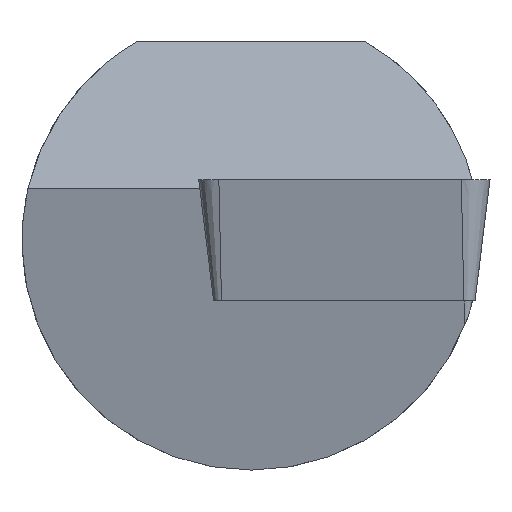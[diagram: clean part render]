
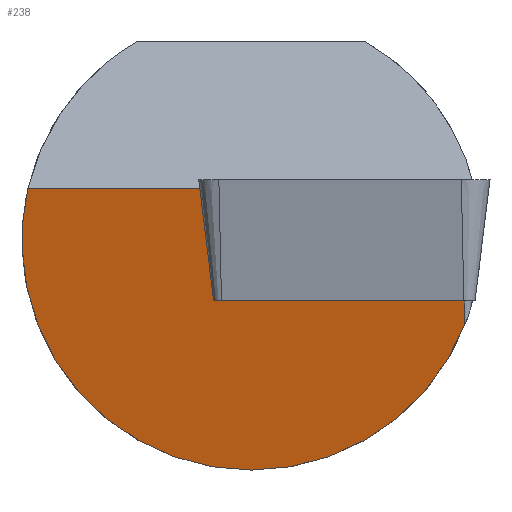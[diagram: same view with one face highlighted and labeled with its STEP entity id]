
A CAD part, left-side view. The second image highlights one B-rep face of the part: STEP entity #238.
In plain terms, the highlighted planar face has unit normal (-0.978, 0.172, -0.122).
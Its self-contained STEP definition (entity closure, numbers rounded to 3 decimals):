
#208=ELLIPSE('',#601,7.673,7.5);
#219=PLANE('',#610);
#238=ADVANCED_FACE('',(#266),#219,.F.);
#266=FACE_OUTER_BOUND('',#290,.T.);
#290=EDGE_LOOP('',(#422,#423,#424,#425,#426));
#308=LINE('',#750,#344);
#319=LINE('',#851,#355);
#323=LINE('',#865,#359);
#324=LINE('',#867,#360);
#344=VECTOR('',#636,1.);
#355=VECTOR('',#669,1.);
#359=VECTOR('',#681,1.);
#360=VECTOR('',#682,1.);
#422=ORIENTED_EDGE('',*,*,#553,.F.);
#423=ORIENTED_EDGE('',*,*,#554,.T.);
#424=ORIENTED_EDGE('',*,*,#548,.F.);
#425=ORIENTED_EDGE('',*,*,#538,.F.);
#426=ORIENTED_EDGE('',*,*,#528,.F.);
#490=VERTEX_POINT('',#748);
#492=VERTEX_POINT('',#751);
#501=VERTEX_POINT('',#834);
#506=VERTEX_POINT('',#848);
#509=VERTEX_POINT('',#866);
#528=EDGE_CURVE('',#490,#492,#308,.T.);
#538=EDGE_CURVE('',#492,#501,#208,.T.);
#548=EDGE_CURVE('',#501,#506,#319,.T.);
#553=EDGE_CURVE('',#509,#490,#323,.T.);
#554=EDGE_CURVE('',#509,#506,#324,.T.);
#601=AXIS2_PLACEMENT_3D('',#833,#652,#653);
#610=AXIS2_PLACEMENT_3D('',#868,#683,#684);
#636=DIRECTION('',(0.12,-0.021,-0.993));
#652=DIRECTION('',(0.977,-0.172,0.122));
#653=DIRECTION('',(-0.211,-0.798,0.564));
#669=DIRECTION('',(-0.174,-0.985,0.));
#681=DIRECTION('',(-0.174,-0.985,0.));
#682=DIRECTION('',(-0.102,0.121,0.987));
#683=DIRECTION('',(0.977,-0.172,0.122));
#684=DIRECTION('',(0.174,0.985,0.));
#748=CARTESIAN_POINT('',(0.591,-6.963,-1.97));
#750=CARTESIAN_POINT('',(0.591,-6.963,-1.97));
#751=CARTESIAN_POINT('',(0.684,-6.98,-2.745));
#833=CARTESIAN_POINT('',(1.573,0.,0.));
#834=CARTESIAN_POINT('',(2.649,7.305,1.7));
#848=CARTESIAN_POINT('',(1.659,1.688,1.7));
#851=CARTESIAN_POINT('',(14.358,73.708,1.7));
#865=CARTESIAN_POINT('',(3.793,11.2,-1.97));
#866=CARTESIAN_POINT('',(2.037,1.238,-1.97));
#867=CARTESIAN_POINT('',(1.932,1.362,-0.954));
#868=CARTESIAN_POINT('',(3.793,11.2,-1.97));
